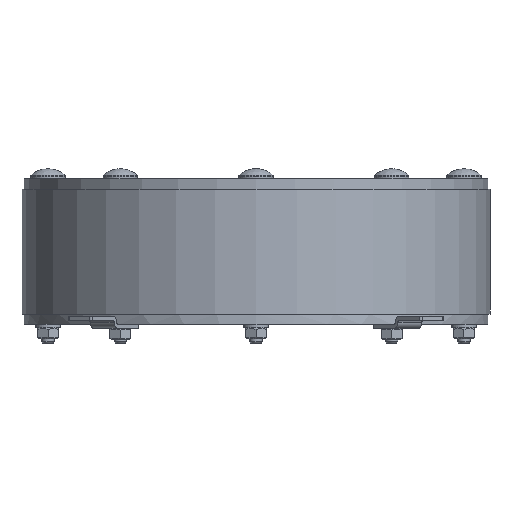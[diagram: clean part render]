
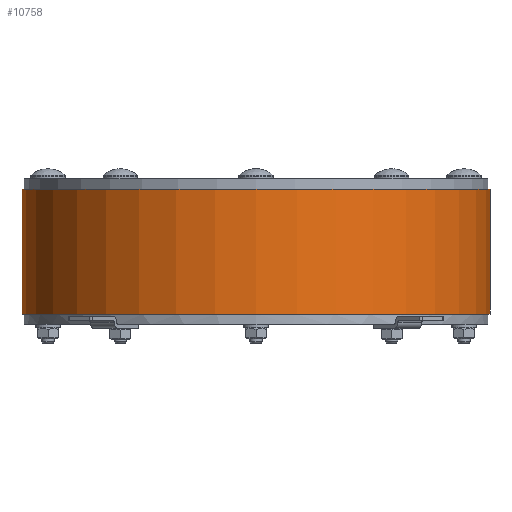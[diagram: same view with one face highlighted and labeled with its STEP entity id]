
A CAD part, front view. The second image highlights one B-rep face of the part: STEP entity #10758.
In plain terms, the highlighted cylindrical face has radius 112.5 mm (diameter 225 mm), a partial arc.
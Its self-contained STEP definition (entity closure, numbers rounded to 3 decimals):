
#1085=FACE_OUTER_BOUND('',#1769,.T.);
#1769=EDGE_LOOP('',(#7778,#7779,#7780,#7781));
#2620=LINE('',#16543,#3472);
#2621=LINE('',#16544,#3473);
#3472=VECTOR('',#13353,10.);
#3473=VECTOR('',#13354,10.);
#4112=CIRCLE('',#11578,112.5);
#4119=CIRCLE('',#11586,112.5);
#4746=VERTEX_POINT('',#16515);
#4747=VERTEX_POINT('',#16517);
#4756=VERTEX_POINT('',#16537);
#4757=VERTEX_POINT('',#16539);
#5856=EDGE_CURVE('',#4746,#4747,#4112,.T.);
#5868=EDGE_CURVE('',#4757,#4756,#4119,.T.);
#5869=EDGE_CURVE('',#4747,#4757,#2620,.T.);
#5870=EDGE_CURVE('',#4756,#4746,#2621,.T.);
#7778=ORIENTED_EDGE('',*,*,#5869,.F.);
#7779=ORIENTED_EDGE('',*,*,#5856,.F.);
#7780=ORIENTED_EDGE('',*,*,#5870,.F.);
#7781=ORIENTED_EDGE('',*,*,#5868,.F.);
#9784=CYLINDRICAL_SURFACE('',#11587,112.5);
#10758=ADVANCED_FACE('',(#1085),#9784,.T.);
#11578=AXIS2_PLACEMENT_3D('',#16518,#13328,#13329);
#11586=AXIS2_PLACEMENT_3D('',#16541,#13349,#13350);
#11587=AXIS2_PLACEMENT_3D('',#16542,#13351,#13352);
#13328=DIRECTION('center_axis',(0.,0.,1.));
#13329=DIRECTION('ref_axis',(-1.,0.,0.));
#13349=DIRECTION('center_axis',(0.,0.,-1.));
#13350=DIRECTION('ref_axis',(-1.,0.,0.));
#13351=DIRECTION('center_axis',(0.,0.,1.));
#13352=DIRECTION('ref_axis',(-1.,0.,0.));
#13353=DIRECTION('',(0.,0.,-1.));
#13354=DIRECTION('',(0.,0.,1.));
#16515=CARTESIAN_POINT('',(-112.5,0.,45.));
#16517=CARTESIAN_POINT('',(112.5,0.,45.));
#16518=CARTESIAN_POINT('Origin',(0.,0.,45.));
#16537=CARTESIAN_POINT('',(-112.5,0.,-15.));
#16539=CARTESIAN_POINT('',(112.5,0.,-15.));
#16541=CARTESIAN_POINT('Origin',(0.,0.,-15.));
#16542=CARTESIAN_POINT('Origin',(0.,0.,15.));
#16543=CARTESIAN_POINT('',(112.5,0.,15.));
#16544=CARTESIAN_POINT('',(-112.5,0.,15.));
